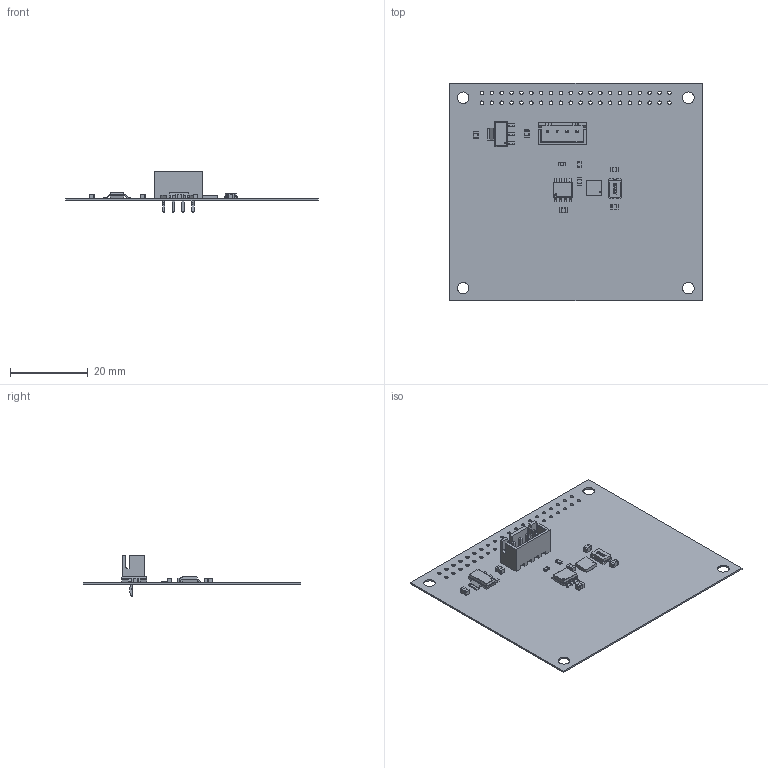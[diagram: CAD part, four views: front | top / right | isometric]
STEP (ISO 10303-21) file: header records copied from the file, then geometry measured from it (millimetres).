
FILE_DESCRIPTION(('Open CASCADE Model'),'2;1');
FILE_NAME('Open CASCADE Shape Model','2021-06-25T22:38:14',('Author'),( 'Open CASCADE'),'Open CASCADE STEP processor 6.8','Open CASCADE 6.8' ,'Unknown');
FILE_SCHEMA(('AUTOMOTIVE_DESIGN { 1 0 10303 214 1 1 1 1 }'));
Length unit declared in the file: millimetre
Products named in the file (54): PCB; Board; Open CASCADE STEP translator 6.8 1.1.1; R2; 5072550288; Mid_Body; Terminal; Open_CASCADE_STEP_translator_6.8_16.2.1; Mark; C4; 6080764016; Open_CASCADE_STEP_translator_6.8_4.1.1; Open_CASCADE_STEP_translator_6.8_4.1.2; Open_CASCADE_STEP_translator_6.8_4.2.1; Y1; ABM3; U3; 6367542960; Body; PinsArrayL; FilletPinR; U2; QFN20_4x4MC_MCH_RGB8421504; U1; 5071668640; PinsArrayLR; R1; 4507408112; J1; JST_XH_B4B-XH-A_1x04_P2.50mm_Vertical; C6; 6080765616; C5; C3; 6370369472; C2; C1
Assembly tree (58 placements, depth 5):
  PCB
    Board
      Open CASCADE STEP translator 6.8 1.1.1
    R2
      5072550288
        Mid_Body
        Terminal  x2
          Open_CASCADE_STEP_translator_6.8_16.2.1
        Mark
    C4
      6080764016
        Terminal
          Open_CASCADE_STEP_translator_6.8_4.1.1
          Open_CASCADE_STEP_translator_6.8_4.1.2
        Mid_Body
          Open_CASCADE_STEP_translator_6.8_4.2.1
    Y1
      ABM3
    U3
      6367542960
        Body
        PinsArrayL
        FilletPinR
    U2
      QFN20_4x4MC_MCH_RGB8421504
    U1
      5071668640
        Body
        PinsArrayLR
    R1
      4507408112
        Mid_Body
        Terminal  x2
          Open_CASCADE_STEP_translator_6.8_16.2.1
        Mark
    J1
      JST_XH_B4B-XH-A_1x04_P2.50mm_Vertical
    C6
      6080765616
        Terminal
          Open_CASCADE_STEP_translator_6.8_4.1.1
          Open_CASCADE_STEP_translator_6.8_4.1.2
        Mid_Body
          Open_CASCADE_STEP_translator_6.8_4.2.1
    C5
      6080764016
        Terminal
          Open_CASCADE_STEP_translator_6.8_4.1.1
          Open_CASCADE_STEP_translator_6.8_4.1.2
        Mid_Body
          Open_CASCADE_STEP_translator_6.8_4.2.1
    C3
      6370369472
        Terminal
          Open_CASCADE_STEP_translator_6.8_4.1.1
          Open_CASCADE_STEP_translator_6.8_4.1.2
        Mid_Body
          Open_CASCADE_STEP_translator_6.8_4.2.1
    C2
      6370369472
Bounding box: 65.02 x 55.88 x 10.4 mm (x, y, z)
Volume: 1842 mm3; surface area: 8382.3 mm2
Topology: 66 solids, 66 shells, 986 faces, 2354 edges, 1470 vertices
Faces by surface type: plane 683, cylinder 227, sphere 48, bspline 28
Full cylindrical faces by diameter (mm): 0.199 x1, 0.438 x1, 0.487 x1, 0.9 x40, 1 x4, 3 x4
Entity records: 29678 total; most frequent: CARTESIAN_POINT 5668, DIRECTION 3949, ORIENTED_EDGE 3940, EDGE_CURVE 1970, LINE 1595, VECTOR 1595, VERTEX_POINT 1270, AXIS2_PLACEMENT_3D 1177
